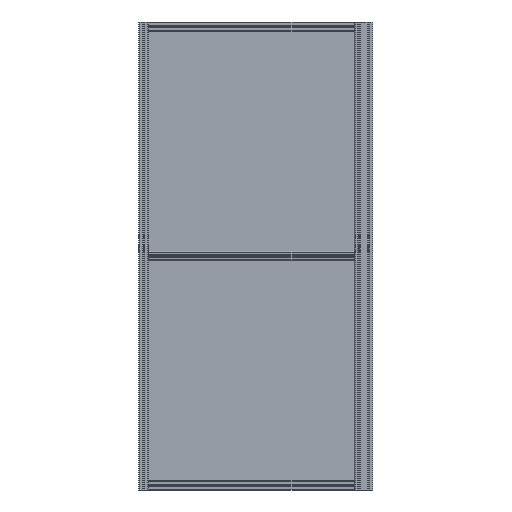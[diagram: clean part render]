
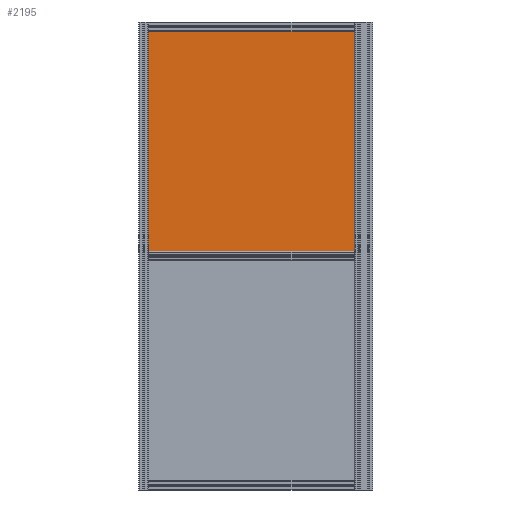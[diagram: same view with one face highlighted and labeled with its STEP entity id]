
A CAD part, front view. The second image highlights one B-rep face of the part: STEP entity #2195.
In plain terms, the highlighted face is planar.
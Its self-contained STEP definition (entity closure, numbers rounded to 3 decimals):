
#2195=ADVANCED_FACE('',(#3777),#3778,.T.);
#3777=FACE_OUTER_BOUND('',#7069,.T.);
#3778=PLANE('',#7070);
#7069=EDGE_LOOP('',(#10380,#10381,#10382,#10383));
#7070=AXIS2_PLACEMENT_3D('',#10384,#10385,#10386);
#10380=ORIENTED_EDGE('',*,*,#24274,.F.);
#10381=ORIENTED_EDGE('',*,*,#24272,.F.);
#10382=ORIENTED_EDGE('',*,*,#24266,.F.);
#10383=ORIENTED_EDGE('',*,*,#24269,.F.);
#10384=CARTESIAN_POINT('',(0.0,0.0,-2.0));
#10385=DIRECTION('',(0.0,0.0,-1.0));
#10386=DIRECTION('',(-1.0,0.0,0.0));
#24266=EDGE_CURVE('',#28899,#28894,#28901,.T.);
#24269=EDGE_CURVE('',#28904,#28899,#28906,.T.);
#24272=EDGE_CURVE('',#28894,#28907,#28911,.T.);
#24274=EDGE_CURVE('',#28907,#28904,#28913,.T.);
#28894=VERTEX_POINT('',#36630);
#28899=VERTEX_POINT('',#36637);
#28901=LINE('',#36640,#36641);
#28904=VERTEX_POINT('',#36645);
#28906=LINE('',#36648,#36649);
#28907=VERTEX_POINT('',#36650);
#28911=LINE('',#36656,#36657);
#28913=LINE('',#36660,#36661);
#36630=CARTESIAN_POINT('',(-450.0,-480.0,-2.0));
#36637=CARTESIAN_POINT('',(-450.0,480.0,-2.0));
#36640=CARTESIAN_POINT('',(-450.0,0.0,-2.0));
#36641=VECTOR('',#49836,1.0);
#36645=CARTESIAN_POINT('',(450.0,480.0,-2.0));
#36648=CARTESIAN_POINT('',(0.0,480.0,-2.0));
#36649=VECTOR('',#49839,1.0);
#36650=CARTESIAN_POINT('',(450.0,-480.0,-2.0));
#36656=CARTESIAN_POINT('',(0.0,-480.0,-2.0));
#36657=VECTOR('',#49842,1.0);
#36660=CARTESIAN_POINT('',(450.0,0.0,-2.0));
#36661=VECTOR('',#49844,1.0);
#49836=DIRECTION('',(0.0,-1.0,0.0));
#49839=DIRECTION('',(-1.0,0.0,0.0));
#49842=DIRECTION('',(1.0,0.0,0.0));
#49844=DIRECTION('',(0.0,1.0,0.0));
